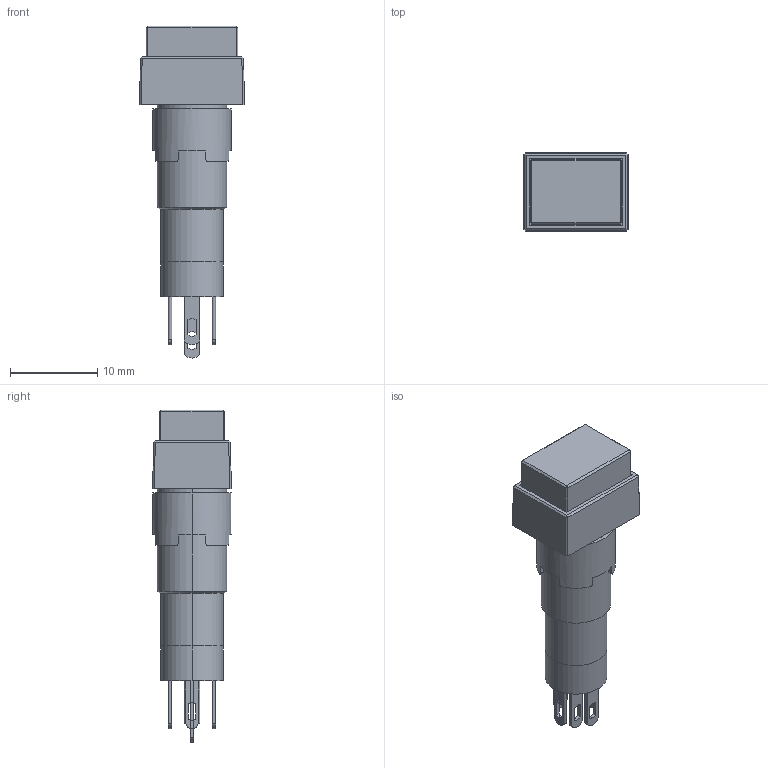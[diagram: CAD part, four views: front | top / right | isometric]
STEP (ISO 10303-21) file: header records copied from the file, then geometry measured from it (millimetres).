
FILE_DESCRIPTION (( 'STEP AP214' ), '1' );
FILE_NAME ('03_AL8H-[M][A]11$.STEP', '2020-10-23T08:16:17', ( 'IDEC' ), ( 'IDEC' ), 'SwSTEP 2.0', 'SolidWorks 2019', '' );
FILE_SCHEMA (( 'AUTOMOTIVE_DESIGN' ));
Length unit declared in the file: millimetre
Products named in the file (4): A8-ILL-BASE; A8-LOCK-NUT; A8-BODY-H; 03_AL8H-[M][A]11$
Assembly tree (3 placements, depth 2):
  03_AL8H-[M][A]11$
    A8-BODY-H
    A8-ILL-BASE
    A8-LOCK-NUT
Bounding box: 12 x 9 x 38 mm (x, y, z)
Volume: 1932.6 mm3; surface area: 1686.4 mm2
Topology: 3 solids, 3 shells, 152 faces, 395 edges, 254 vertices
Faces by surface type: plane 104, cylinder 46, cone 2
Entity records: 4845 total; most frequent: CARTESIAN_POINT 887, DIRECTION 799, ORIENTED_EDGE 790, EDGE_CURVE 395, LINE 275, VECTOR 275, AXIS2_PLACEMENT_3D 262, VERTEX_POINT 254
